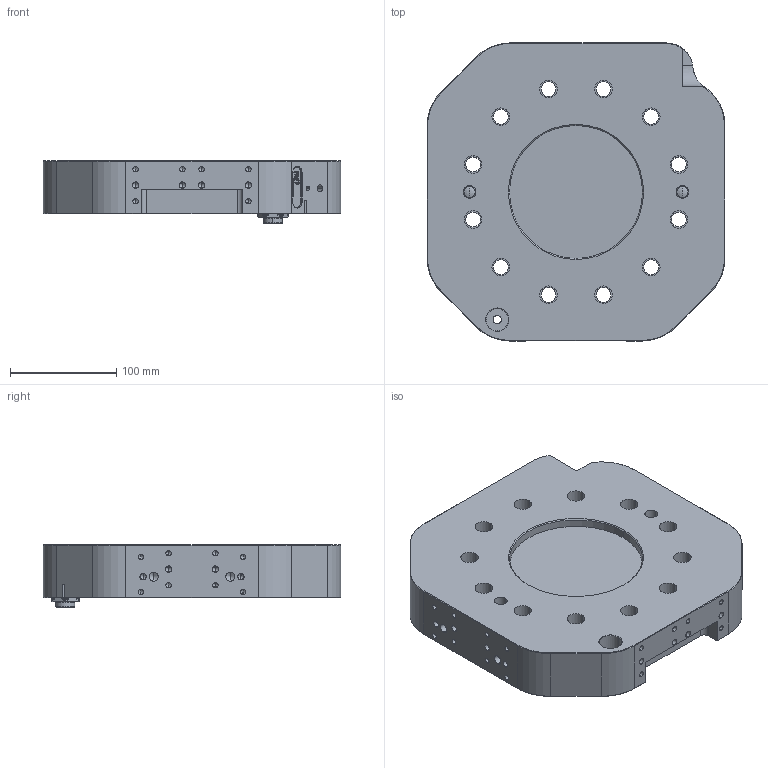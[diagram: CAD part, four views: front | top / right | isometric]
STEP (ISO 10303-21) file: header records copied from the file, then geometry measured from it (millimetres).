
FILE_DESCRIPTION (( 'STEP AP214' ), '1' );
FILE_NAME ('P6959.STEP', '2023-06-02T10:38:42', ( '' ), ( '' ), 'SwSTEP 2.0', 'SolidWorks 2021', '' );
FILE_SCHEMA (( 'AUTOMOTIVE_DESIGN' ));
Length unit declared in the file: millimetre
Products named in the file (1): P6959
Bounding box: 280 x 280 x 58.9 mm (x, y, z)
Volume: 2570134.7 mm3; surface area: 386714.4 mm2
Topology: 11 solids, 11 shells, 973 faces, 2419 edges, 1479 vertices
Faces by surface type: plane 314, cylinder 313, cone 204, bspline 106, torus 32, sphere 4
Entity records: 44501 total; most frequent: CARTESIAN_POINT 11225, ORIENTED_EDGE 4622, DIRECTION 4521, EDGE_CURVE 2311, AXIS2_PLACEMENT_3D 1626, VERTEX_POINT 1479, VECTOR 1269, LINE 1269
